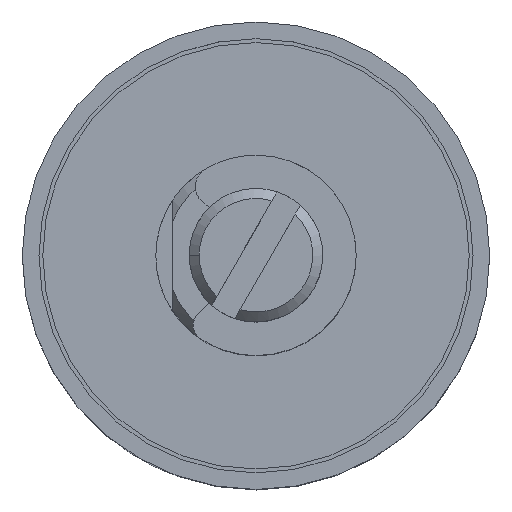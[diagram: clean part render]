
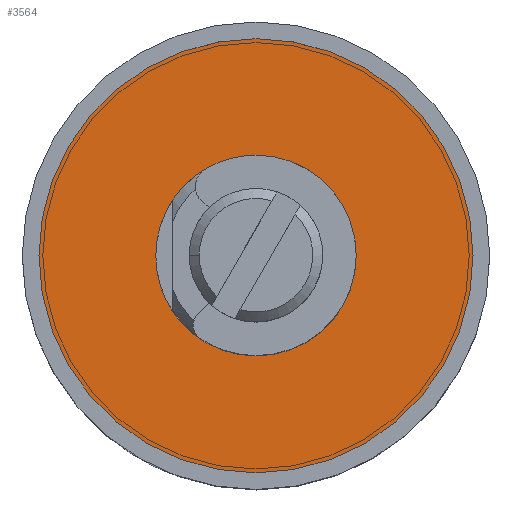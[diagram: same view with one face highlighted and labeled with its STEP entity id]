
A CAD part, top view. The second image highlights one B-rep face of the part: STEP entity #3564.
In plain terms, the highlighted planar face has unit normal (0, 0, 1).
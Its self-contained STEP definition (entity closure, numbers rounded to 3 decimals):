
#97 = CARTESIAN_POINT ( 'NONE',  ( -3., 0., 0.5 ) ) ;
#247 = EDGE_CURVE ( 'NONE', #5324, #3956, #932, .T. ) ;
#554 = FACE_OUTER_BOUND ( 'NONE', #3228, .T. ) ;
#706 = DIRECTION ( 'NONE',  ( 0., 0., 1. ) ) ;
#768 = PLANE ( 'NONE',  #6901 ) ;
#932 = CIRCLE ( 'NONE', #11733, 6.5 ) ;
#1498 = DIRECTION ( 'NONE',  ( -1., 0., 0. ) ) ;
#1787 = CARTESIAN_POINT ( 'NONE',  ( 3., 0., 0.5 ) ) ;
#2276 = DIRECTION ( 'NONE',  ( 0., 0., -1. ) ) ;
#2298 = CIRCLE ( 'NONE', #2681, 3. ) ;
#2645 = DIRECTION ( 'NONE',  ( 1., 0., 0. ) ) ;
#2681 = AXIS2_PLACEMENT_3D ( 'NONE', #5211, #7049, #1498 ) ;
#3228 = EDGE_LOOP ( 'NONE', ( #4082, #5763 ) ) ;
#3564 = ADVANCED_FACE ( 'NONE', ( #6818, #554 ), #768, .T. ) ;
#3601 = CIRCLE ( 'NONE', #3880, 6.5 ) ;
#3880 = AXIS2_PLACEMENT_3D ( 'NONE', #8250, #12030, #4503 ) ;
#3956 = VERTEX_POINT ( 'NONE', #10719 ) ;
#4082 = ORIENTED_EDGE ( 'NONE', *, *, #8701, .T. ) ;
#4180 = EDGE_LOOP ( 'NONE', ( #6083, #7808 ) ) ;
#4503 = DIRECTION ( 'NONE',  ( 1., 0., 0. ) ) ;
#5211 = CARTESIAN_POINT ( 'NONE',  ( 0., 0., 0.5 ) ) ;
#5324 = VERTEX_POINT ( 'NONE', #7019 ) ;
#5677 = VERTEX_POINT ( 'NONE', #1787 ) ;
#5763 = ORIENTED_EDGE ( 'NONE', *, *, #247, .T. ) ;
#6083 = ORIENTED_EDGE ( 'NONE', *, *, #7812, .T. ) ;
#6479 = CARTESIAN_POINT ( 'NONE',  ( 3., 0., 0.5 ) ) ;
#6818 = FACE_BOUND ( 'NONE', #4180, .T. ) ;
#6901 = AXIS2_PLACEMENT_3D ( 'NONE', #6479, #8323, #2645 ) ;
#7019 = CARTESIAN_POINT ( 'NONE',  ( -6.5, 0., 0.5 ) ) ;
#7049 = DIRECTION ( 'NONE',  ( 0., 0., -1. ) ) ;
#7351 = CARTESIAN_POINT ( 'NONE',  ( 0., 0., 0.5 ) ) ;
#7808 = ORIENTED_EDGE ( 'NONE', *, *, #11385, .T. ) ;
#7812 = EDGE_CURVE ( 'NONE', #11978, #5677, #2298, .T. ) ;
#7945 = DIRECTION ( 'NONE',  ( -1., 0., 0. ) ) ;
#8250 = CARTESIAN_POINT ( 'NONE',  ( 0., 0., 0.5 ) ) ;
#8323 = DIRECTION ( 'NONE',  ( 0., 0., 1. ) ) ;
#8701 = EDGE_CURVE ( 'NONE', #3956, #5324, #3601, .T. ) ;
#10006 = DIRECTION ( 'NONE',  ( 1., 0., 0. ) ) ;
#10307 = AXIS2_PLACEMENT_3D ( 'NONE', #10718, #2276, #7945 ) ;
#10718 = CARTESIAN_POINT ( 'NONE',  ( 0., 0., 0.5 ) ) ;
#10719 = CARTESIAN_POINT ( 'NONE',  ( 6.5, 0., 0.5 ) ) ;
#11132 = CIRCLE ( 'NONE', #10307, 3. ) ;
#11385 = EDGE_CURVE ( 'NONE', #5677, #11978, #11132, .T. ) ;
#11733 = AXIS2_PLACEMENT_3D ( 'NONE', #7351, #706, #10006 ) ;
#11978 = VERTEX_POINT ( 'NONE', #97 ) ;
#12030 = DIRECTION ( 'NONE',  ( 0., 0., 1. ) ) ;
